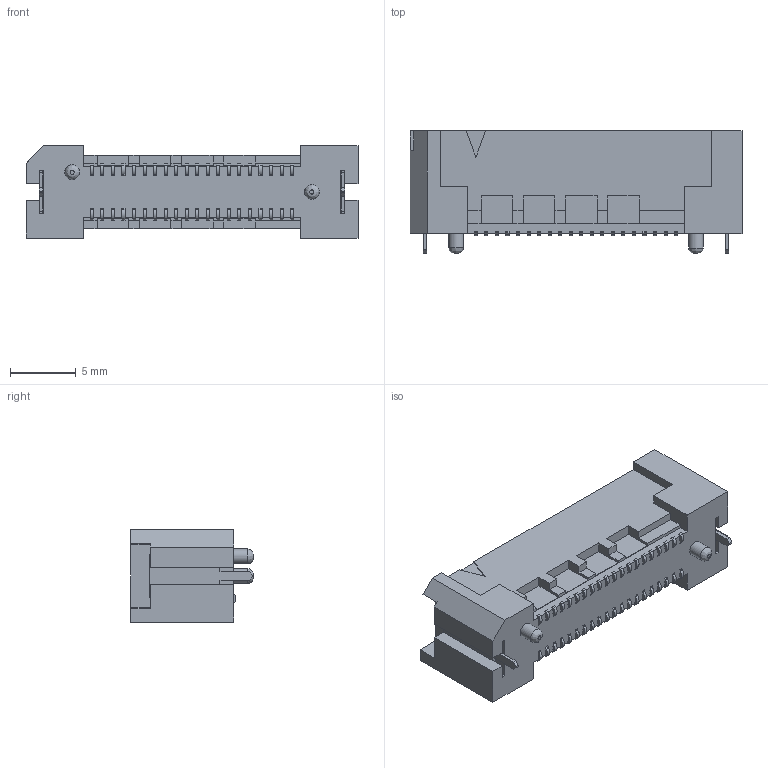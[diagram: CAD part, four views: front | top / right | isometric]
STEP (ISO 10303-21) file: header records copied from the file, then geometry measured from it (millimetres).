
FILE_DESCRIPTION( ( 'STEP AP214' ), '1' );
FILE_NAME( 'HSEC8-120-01-L-DV-A-WT.stp', '2019-01-24T22:10:00', ( '' ), ( '' ), ' ', 'PARTsolutions', ' ' );
FILE_SCHEMA( ( 'AUTOMOTIVE_DESIGN { 1 0 10303 214 1 1 1 1 }' ) );
Length unit declared in the file: millimetre
Products named in the file (4): HSEC8-120-01-L-DV-A-WT; _HSEC8-120-01-L-DV-A-WTter; _C-188-02-Pin-20-01; _WT-25-02-T-Latching Option-WT
Assembly tree (4 placements, depth 2):
  HSEC8-120-01-L-DV-A-WT
    _HSEC8-120-01-L-DV-A-WTter
    _C-188-02-Pin-20-01
    _WT-25-02-T-Latching Option-WT  x2
Bounding box: 25.2 x 9.3 x 7 mm (x, y, z)
Volume: 774.7 mm3; surface area: 2011.9 mm2
Topology: 4 solids, 4 shells, 1723 faces, 5132 edges, 3420 vertices
Faces by surface type: plane 1235, cylinder 486, bspline 2
Full cylindrical faces by diameter (mm): 1.12 x2
Entity records: 70888 total; most frequent: CARTESIAN_POINT 10240, ORIENTED_EDGE 10168, DIRECTION 9558, EDGE_CURVE 5084, LINE 4030, VECTOR 4030, VERTEX_POINT 3390, AXIS2_PLACEMENT_3D 2764
